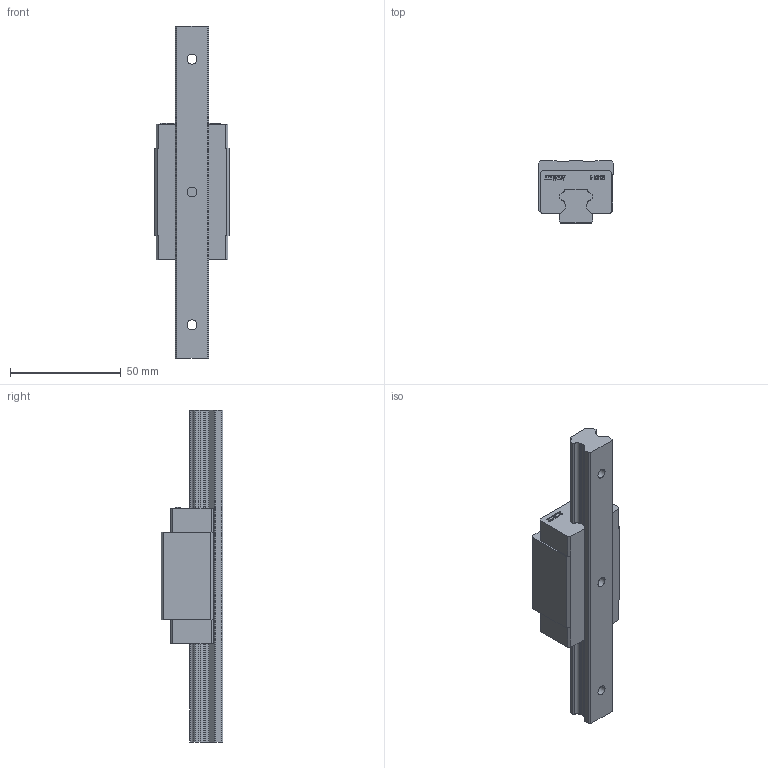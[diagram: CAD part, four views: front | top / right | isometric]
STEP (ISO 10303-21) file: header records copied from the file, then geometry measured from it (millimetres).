
FILE_DESCRIPTION((''),'2;1');
FILE_NAME('HGH_15_ASM','2006-08-23T',('lansro'),(''),'PRO/ENGINEER BY PARAMETRIC TECHNOLOGY CORPORATION, 2004360','PRO/ENGINEER BY PARAMETRIC TECHNOLOGY CORPORATION, 2004360','');
FILE_SCHEMA(('CONFIG_CONTROL_DESIGN'));
Length unit declared in the file: millimetre
Products named in the file (3): HGH15; HGR15; HGH_15_ASM
Assembly tree (2 placements, depth 2):
  HGH_15_ASM
    HGH15
    HGR15
Bounding box: 34 x 28 x 150 mm (x, y, z)
Volume: 64495 mm3; surface area: 20112.1 mm2
Topology: 2 solids, 2 shells, 467 faces, 1341 edges, 894 vertices
Faces by surface type: plane 314, extrusion 107, cylinder 46
Entity records: 15594 total; most frequent: CARTESIAN_POINT 3577, ORIENTED_EDGE 2682, DIRECTION 2056, EDGE_CURVE 1341, VECTOR 1142, LINE 1035, VERTEX_POINT 894, EDGE_LOOP 489
